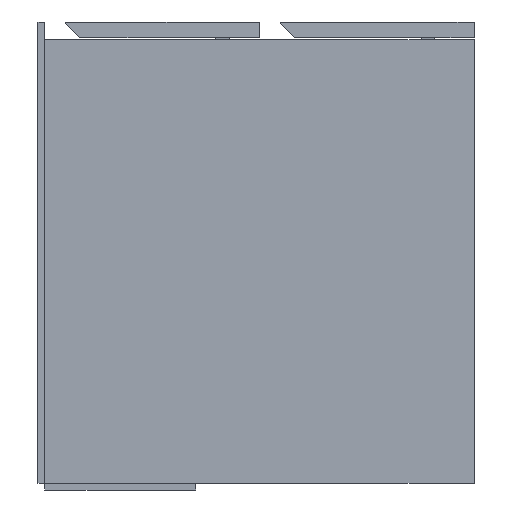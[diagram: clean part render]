
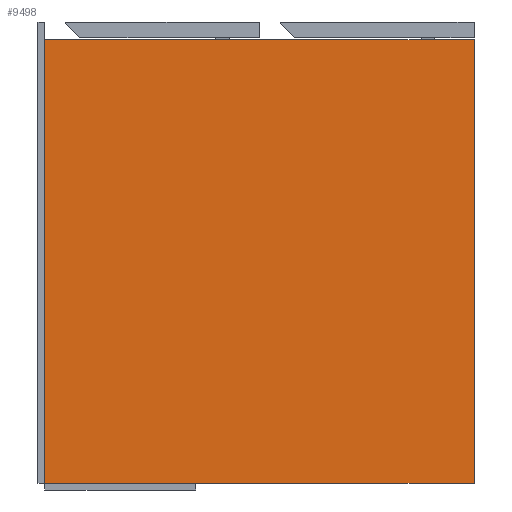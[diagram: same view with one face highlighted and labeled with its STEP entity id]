
A CAD part, left-side view. The second image highlights one B-rep face of the part: STEP entity #9498.
In plain terms, the highlighted planar face has unit normal (-1, 0, 0).
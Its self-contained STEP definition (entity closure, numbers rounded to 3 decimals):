
#5523 = DIRECTION ( 'NONE',  ( 0., 0., -1. ) ) ;
#8010 = LINE ( 'NONE', #26249, #54530 ) ;
#8410 = VECTOR ( 'NONE', #50977, 1000. ) ;
#8889 = LINE ( 'NONE', #27131, #41187 ) ;
#9498 = ADVANCED_FACE ( 'NONE', ( #50960 ), #10003, .F. ) ;
#9644 = VERTEX_POINT ( 'NONE', #17231 ) ;
#10003 = PLANE ( 'NONE',  #10357 ) ;
#10357 = AXIS2_PLACEMENT_3D ( 'NONE', #28244, #46479, #5523 ) ;
#11402 = VERTEX_POINT ( 'NONE', #28258 ) ;
#11596 = LINE ( 'NONE', #29843, #42115 ) ;
#14424 = VERTEX_POINT ( 'NONE', #54509 ) ;
#14505 = LINE ( 'NONE', #32742, #8410 ) ;
#17231 = CARTESIAN_POINT ( 'NONE',  ( 2., 512., -21. ) ) ;
#23753 = ORIENTED_EDGE ( 'NONE', *, *, #26319, .T. ) ;
#26249 = CARTESIAN_POINT ( 'NONE',  ( 2., 1041.341, -21. ) ) ;
#26319 = EDGE_CURVE ( 'NONE', #32664, #11402, #14505, .T. ) ;
#27131 = CARTESIAN_POINT ( 'NONE',  ( 2., 1041.341, -550. ) ) ;
#28244 = CARTESIAN_POINT ( 'NONE',  ( 2., 1041.341, -550. ) ) ;
#28258 = CARTESIAN_POINT ( 'NONE',  ( 2., 0., -21. ) ) ;
#29843 = CARTESIAN_POINT ( 'NONE',  ( 2., 512., -550. ) ) ;
#32664 = VERTEX_POINT ( 'NONE', #50988 ) ;
#32742 = CARTESIAN_POINT ( 'NONE',  ( 2., 0., -550. ) ) ;
#33310 = EDGE_LOOP ( 'NONE', ( #35815, #37141, #23753, #55732 ) ) ;
#35815 = ORIENTED_EDGE ( 'NONE', *, *, #49362, .F. ) ;
#37141 = ORIENTED_EDGE ( 'NONE', *, *, #51126, .T. ) ;
#41187 = VECTOR ( 'NONE', #45358, 1000. ) ;
#42115 = VECTOR ( 'NONE', #48070, 1000. ) ;
#44482 = DIRECTION ( 'NONE',  ( 0., -1., 0. ) ) ;
#45358 = DIRECTION ( 'NONE',  ( 0., -1., 0. ) ) ;
#46479 = DIRECTION ( 'NONE',  ( 1., 0., 0. ) ) ;
#48070 = DIRECTION ( 'NONE',  ( 0., 0., 1. ) ) ;
#49362 = EDGE_CURVE ( 'NONE', #14424, #9644, #11596, .T. ) ;
#50123 = EDGE_CURVE ( 'NONE', #9644, #11402, #8010, .T. ) ;
#50960 = FACE_OUTER_BOUND ( 'NONE', #33310, .T. ) ;
#50977 = DIRECTION ( 'NONE',  ( 0., 0., 1. ) ) ;
#50988 = CARTESIAN_POINT ( 'NONE',  ( 2., 0., -550. ) ) ;
#51126 = EDGE_CURVE ( 'NONE', #14424, #32664, #8889, .T. ) ;
#54509 = CARTESIAN_POINT ( 'NONE',  ( 2., 512., -550. ) ) ;
#54530 = VECTOR ( 'NONE', #44482, 1000. ) ;
#55732 = ORIENTED_EDGE ( 'NONE', *, *, #50123, .F. ) ;
